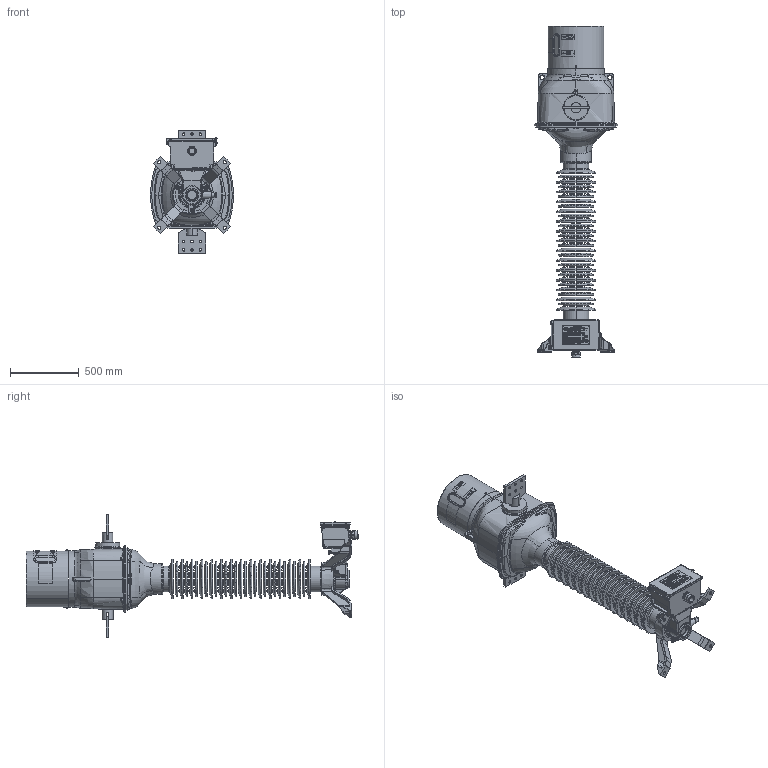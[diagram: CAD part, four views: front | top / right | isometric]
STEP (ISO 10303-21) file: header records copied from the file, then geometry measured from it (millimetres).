
FILE_DESCRIPTION (( 'STEP AP203' ), '1' );
FILE_NAME ('ﾒﾎﾌ-110III 3000ﾀ.STEP', '2022-07-28T10:29:09', ( '' ), ( '' ), 'SwSTEP 2.0', 'SolidWorks 2010', '' );
FILE_SCHEMA (( 'CONFIG_CONTROL_DESIGN' ));
Length unit declared in the file: millimetre
Products named in the file (1): ﾒﾎﾌ-110III 3000ﾀ
Bounding box: 604 x 2409 x 890 mm (x, y, z)
Surface area: 5702243.9 mm2 (no closed solid volume)
Topology: 0 solids, 188 shells, 1565 faces, 10578 edges, 9062 vertices
Faces by surface type: cylinder 452, plane 438, torus 288, bspline 202, cone 176, sphere 9
Full cylindrical faces by diameter (mm): 402 x1, 406 x1
Entity records: 140469 total; most frequent: CARTESIAN_POINT 70401, ORIENTED_EDGE 13226, DIRECTION 11406, EDGE_CURVE 10573, VERTEX_POINT 9061, VECTOR 4532, LINE 4532, B_SPLINE_CURVE_WITH_KNOTS 3730
